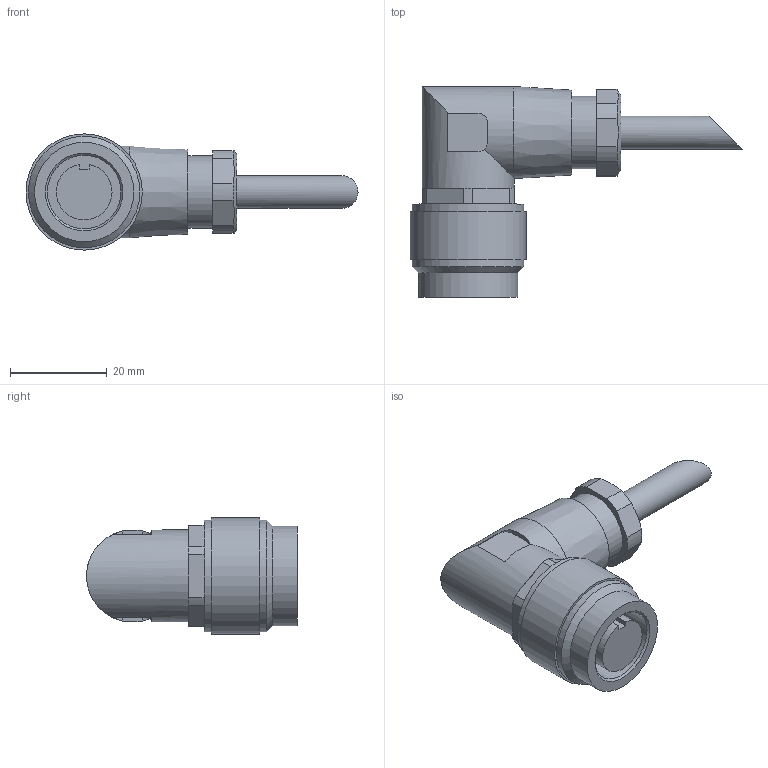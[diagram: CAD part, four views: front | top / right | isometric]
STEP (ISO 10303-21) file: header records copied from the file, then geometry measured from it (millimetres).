
FILE_DESCRIPTION(/* description */ ('STEP AP214'),/* implementation_level */ '2;1');
FILE_NAME(/* name */ '161879_KMPPE-B-25',/* time_stamp */ '2024-08-29T17:45:21+02:00',/* author */ ('License CC BY-ND 4.0'),/* organization */ ('CADENAS'),/* preprocessor_version */ 'ST-DEVELOPER v19.3',/* originating_system */ 'PARTsolutions',/* authorisation */ ' ');
FILE_SCHEMA (('AUTOMOTIVE_DESIGN {1 0 10303 214 3 1 1}'));
Length unit declared in the file: millimetre
Products named in the file (1): 161879 KMPPE-B-2,5
Bounding box: 68.5 x 43.49 x 24 mm (x, y, z)
Volume: 20103.9 mm3; surface area: 6129.9 mm2
Topology: 1 solids, 1 shells, 76 faces, 183 edges, 117 vertices
Faces by surface type: plane 40, cylinder 31, cone 5
Full cylindrical faces by diameter (mm): 6.8 x1, 15 x1, 15.188 x1, 19 x1, 20.5 x1, 23 x2, 24 x1
Entity records: 2176 total; most frequent: CARTESIAN_POINT 419, DIRECTION 372, ORIENTED_EDGE 334, EDGE_CURVE 167, AXIS2_PLACEMENT_3D 146, VERTEX_POINT 113, EDGE_LOOP 96, FACE_BOUND 96
